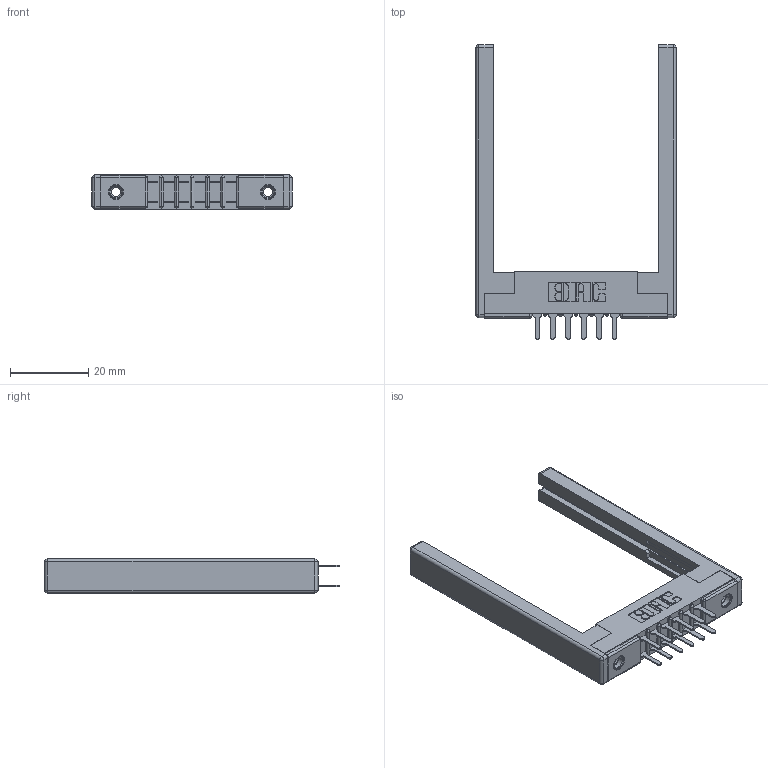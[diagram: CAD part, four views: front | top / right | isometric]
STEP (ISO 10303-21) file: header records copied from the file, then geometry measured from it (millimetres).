
FILE_DESCRIPTION (( 'STEP AP203' ), '1' );
FILE_NAME ('357-012-420-268.STEP', '2020-10-02T16:03:00', ( '' ), ( '' ), 'SwSTEP 2.0', 'SolidWorks 2020', '' );
FILE_SCHEMA (( 'CONFIG_CONTROL_DESIGN' ));
Length unit declared in the file: inch
Products named in the file (5): 307-290-001_520; 307 Part_.156 Dia Mounting Holes; 307-220-068; 345-250-001_345-250-001-102; 357-012-420-268
Assembly tree (17 placements, depth 2):
  357-012-420-268
    307 Part_.156 Dia Mounting Holes
    307-290-001_520  x12
    307-220-068  x2
    345-250-001_345-250-001-102  x2
Bounding box: 51.21 x 75.39 x 8.71 mm (x, y, z)
Volume: 7921.5 mm3; surface area: 9177.1 mm2
Topology: 17 solids, 17 shells, 831 faces, 2273 edges, 1458 vertices
Faces by surface type: plane 530, cylinder 263, sphere 22, cone 12, torus 4
Entity records: 12501 total; most frequent: CARTESIAN_POINT 2031, DIRECTION 2020, ORIENTED_EDGE 2000, EDGE_CURVE 1000, LINE 750, VECTOR 750, VERTEX_POINT 646, AXIS2_PLACEMENT_3D 635
